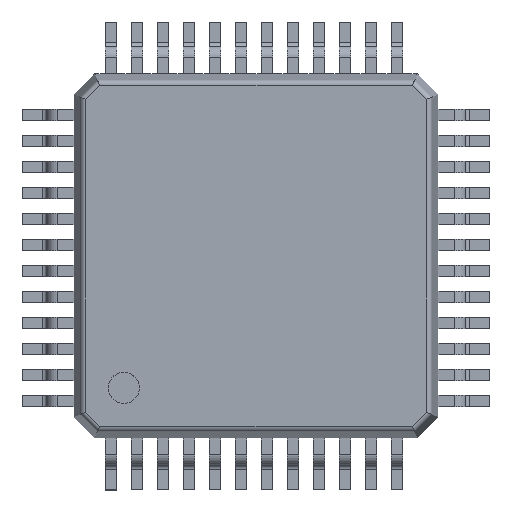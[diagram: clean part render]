
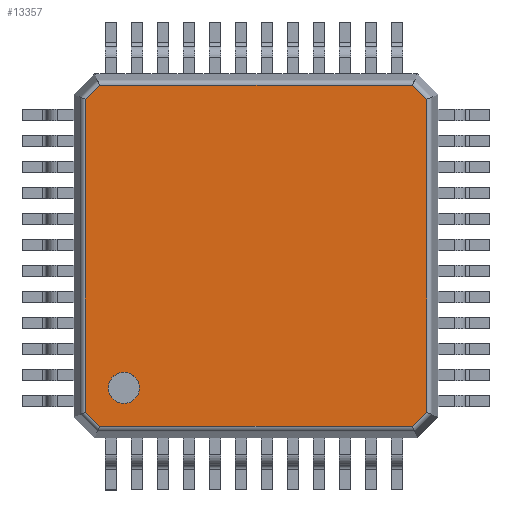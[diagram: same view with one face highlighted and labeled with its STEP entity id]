
A CAD part, top view. The second image highlights one B-rep face of the part: STEP entity #13357.
In plain terms, the highlighted planar face has unit normal (0, 0, 1).
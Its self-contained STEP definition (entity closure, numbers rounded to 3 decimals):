
#14=FACE_BOUND('',#2342,.T.);
#401=CIRCLE('',#14494,0.3);
#402=CIRCLE('',#14495,0.3);
#909=PLANE('',#14497);
#1625=FACE_OUTER_BOUND('',#2341,.T.);
#2341=EDGE_LOOP('',(#12330,#12331,#12332,#12333,#12334,#12335,#12336,#12337));
#2342=EDGE_LOOP('',(#12338,#12339));
#2359=LINE('',#18257,#3872);
#2361=LINE('',#18265,#3874);
#2363=LINE('',#18271,#3876);
#2365=LINE('',#18277,#3878);
#2368=LINE('',#18285,#3881);
#2370=LINE('',#18291,#3883);
#2372=LINE('',#18297,#3885);
#2374=LINE('',#18301,#3887);
#3872=VECTOR('',#14502,10.);
#3874=VECTOR('',#14510,10.);
#3876=VECTOR('',#14516,10.);
#3878=VECTOR('',#14522,10.);
#3881=VECTOR('',#14529,10.);
#3883=VECTOR('',#14535,10.);
#3885=VECTOR('',#14541,10.);
#3887=VECTOR('',#14547,10.);
#5385=VERTEX_POINT('',#18255);
#5386=VERTEX_POINT('',#18256);
#5389=VERTEX_POINT('',#18264);
#5391=VERTEX_POINT('',#18270);
#5393=VERTEX_POINT('',#18276);
#5396=VERTEX_POINT('',#18284);
#5398=VERTEX_POINT('',#18290);
#5400=VERTEX_POINT('',#18296);
#6587=VERTEX_POINT('',#22084);
#6588=VERTEX_POINT('',#22086);
#6589=EDGE_CURVE('',#5385,#5386,#2359,.T.);
#6593=EDGE_CURVE('',#5386,#5389,#2361,.T.);
#6596=EDGE_CURVE('',#5389,#5391,#2363,.T.);
#6599=EDGE_CURVE('',#5391,#5393,#2365,.T.);
#6603=EDGE_CURVE('',#5393,#5396,#2368,.T.);
#6606=EDGE_CURVE('',#5396,#5398,#2370,.T.);
#6609=EDGE_CURVE('',#5398,#5400,#2372,.T.);
#6612=EDGE_CURVE('',#5400,#5385,#2374,.T.);
#8504=EDGE_CURVE('',#6587,#6588,#401,.T.);
#8505=EDGE_CURVE('',#6588,#6587,#402,.T.);
#12330=ORIENTED_EDGE('',*,*,#6589,.F.);
#12331=ORIENTED_EDGE('',*,*,#6612,.F.);
#12332=ORIENTED_EDGE('',*,*,#6609,.F.);
#12333=ORIENTED_EDGE('',*,*,#6606,.F.);
#12334=ORIENTED_EDGE('',*,*,#6603,.F.);
#12335=ORIENTED_EDGE('',*,*,#6599,.F.);
#12336=ORIENTED_EDGE('',*,*,#6596,.F.);
#12337=ORIENTED_EDGE('',*,*,#6593,.F.);
#12338=ORIENTED_EDGE('',*,*,#8505,.F.);
#12339=ORIENTED_EDGE('',*,*,#8504,.F.);
#13357=ADVANCED_FACE('',(#1625,#14),#909,.T.);
#14494=AXIS2_PLACEMENT_3D('',#22087,#18245,#18246);
#14495=AXIS2_PLACEMENT_3D('',#22088,#18247,#18248);
#14497=AXIS2_PLACEMENT_3D('',#22090,#18251,#18252);
#14502=DIRECTION('',(0.,1.,0.));
#14510=DIRECTION('',(0.707,0.707,0.));
#14516=DIRECTION('',(1.,0.,0.));
#14522=DIRECTION('',(0.707,-0.707,0.));
#14529=DIRECTION('',(0.,-1.,0.));
#14535=DIRECTION('',(-0.707,-0.707,0.));
#14541=DIRECTION('',(-1.,0.,0.));
#14547=DIRECTION('',(-0.707,0.707,0.));
#18245=DIRECTION('center_axis',(0.,0.,1.));
#18246=DIRECTION('ref_axis',(1.,0.,0.));
#18247=DIRECTION('center_axis',(0.,0.,1.));
#18248=DIRECTION('ref_axis',(1.,0.,0.));
#18251=DIRECTION('center_axis',(0.,0.,1.));
#18252=DIRECTION('ref_axis',(1.,0.,0.));
#18255=CARTESIAN_POINT('',(-3.281,-3.009,1.51));
#18256=CARTESIAN_POINT('',(-3.281,3.009,1.51));
#18257=CARTESIAN_POINT('',(-3.281,-3.5,1.51));
#18264=CARTESIAN_POINT('',(-3.009,3.281,1.51));
#18265=CARTESIAN_POINT('',(-6.645,-0.355,1.51));
#18270=CARTESIAN_POINT('',(3.009,3.281,1.51));
#18271=CARTESIAN_POINT('',(-3.5,3.281,1.51));
#18276=CARTESIAN_POINT('',(3.281,3.009,1.51));
#18277=CARTESIAN_POINT('',(3.145,3.145,1.51));
#18284=CARTESIAN_POINT('',(3.281,-3.009,1.51));
#18285=CARTESIAN_POINT('',(3.281,-3.5,1.51));
#18290=CARTESIAN_POINT('',(3.009,-3.281,1.51));
#18291=CARTESIAN_POINT('',(-0.355,-6.645,1.51));
#18296=CARTESIAN_POINT('',(-3.009,-3.281,1.51));
#18297=CARTESIAN_POINT('',(-3.5,-3.281,1.51));
#18301=CARTESIAN_POINT('',(-3.145,-3.145,1.51));
#22084=CARTESIAN_POINT('',(-2.84,-2.54,1.51));
#22086=CARTESIAN_POINT('',(-2.24,-2.54,1.51));
#22087=CARTESIAN_POINT('Origin',(-2.54,-2.54,1.51));
#22088=CARTESIAN_POINT('Origin',(-2.54,-2.54,1.51));
#22090=CARTESIAN_POINT('Origin',(-3.5,-3.5,1.51));
